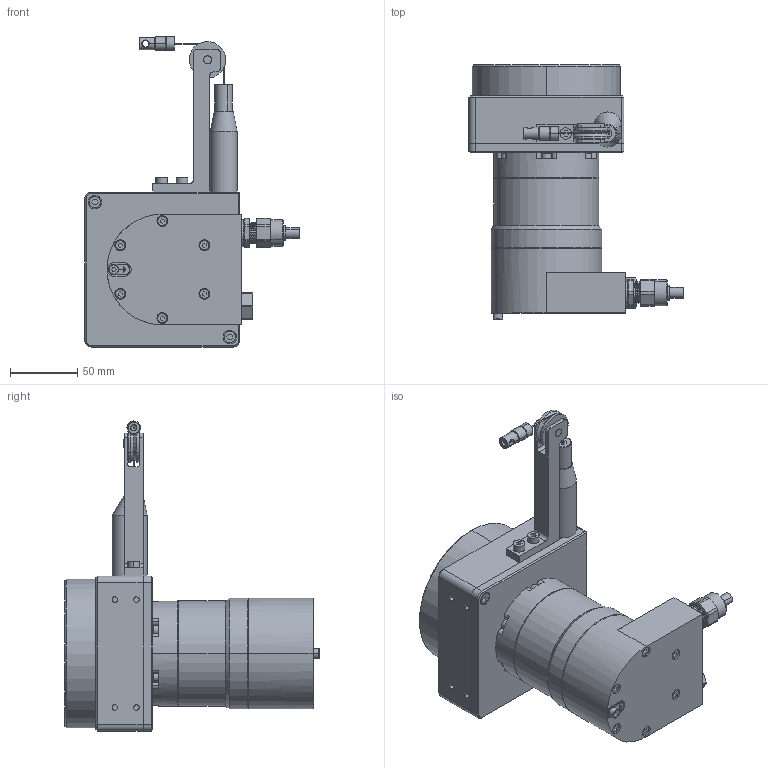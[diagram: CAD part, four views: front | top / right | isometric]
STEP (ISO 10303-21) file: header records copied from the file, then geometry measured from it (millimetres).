
FILE_DESCRIPTION(('CATIA V5 STEP Exchange'),'2;1');
FILE_NAME('FLTF116D-ASM-EXDJ7801-SHORT.stp','2026-02-13T03:01:03+00:00',('none'),('none'),'CATIA Version 5 Release 21 GA (IN-10)','CATIA V5 STEP AP203','none');
FILE_SCHEMA(('CONFIG_CONTROL_DESIGN'));
Length unit declared in the file: millimetre
Products named in the file (5): FLTF116D_ASM_JDCA58; FLTF116_COMPONENTS; FLTF116D_JDCA58_ACCESSORIES; LTF63_DXZ; LTF80-LT-ASM
Assembly tree (30 placements, depth 3):
  FLTF116D_ASM_JDCA58
    FLTF116_COMPONENTS
      #66
      #24812
    FLTF116D_JDCA58_ACCESSORIES
      #26035  x4
      #26481  x4
      #26957  x3
      #27448
      #27741
      #28376
    #28594
    #29362
    #30043
    #32499
    LTF63_DXZ
      #32913
      #33249
    #33764
    #34852
    LTF80-LT-ASM
      #34964
      #36368
Bounding box: 159 x 188.5 x 230 mm (x, y, z)
Volume: 1493384.5 mm3; surface area: 225916.7 mm2
Topology: 47 solids, 52 shells, 1373 faces, 3054 edges, 1866 vertices
Faces by surface type: cylinder 493, plane 451, cone 233, torus 104, bspline 92
Entity records: 36384 total; most frequent: CARTESIAN_POINT 10240, ORIENTED_EDGE 5472, DIRECTION 4531, EDGE_CURVE 2736, AXIS2_PLACEMENT_3D 2234, VERTEX_POINT 1690, EDGE_LOOP 1448, ADVANCED_FACE 1245
